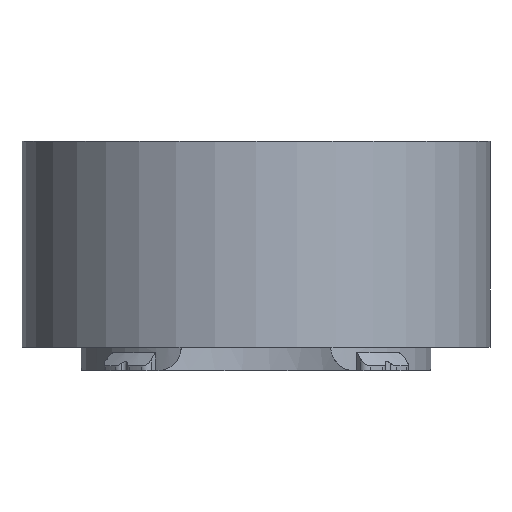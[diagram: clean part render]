
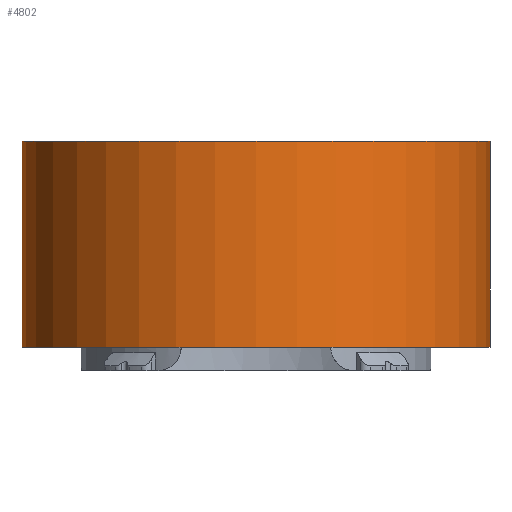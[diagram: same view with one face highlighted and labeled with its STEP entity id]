
A CAD part, front view. The second image highlights one B-rep face of the part: STEP entity #4802.
In plain terms, the highlighted cylindrical face has radius 50 mm (diameter 100 mm), a full revolution.
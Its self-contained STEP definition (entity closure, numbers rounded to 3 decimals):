
#83=CYLINDRICAL_SURFACE('',#5097,50.);
#106=CIRCLE('',#4864,50.);
#109=CIRCLE('',#4867,50.);
#187=CIRCLE('',#5040,50.);
#208=CIRCLE('',#5094,50.);
#209=CIRCLE('',#5095,50.);
#210=CIRCLE('',#5098,50.);
#741=FACE_OUTER_BOUND('',#1013,.T.);
#1013=EDGE_LOOP('',(#4358,#4359,#4360,#4361,#4362,#4363,#4364,#4365,#4366,
#4367,#4368,#4369));
#1276=LINE('',#8293,#1679);
#1278=LINE('',#8297,#1681);
#1425=LINE('',#9237,#1828);
#1426=LINE('',#9239,#1829);
#1679=VECTOR('',#5586,50.);
#1681=VECTOR('',#5590,50.);
#1828=VECTOR('',#6067,50.);
#1829=VECTOR('',#6068,50.);
#2048=VERTEX_POINT('',#7979);
#2049=VERTEX_POINT('',#7980);
#2052=VERTEX_POINT('',#7986);
#2131=VERTEX_POINT('',#8290);
#2133=VERTEX_POINT('',#8296);
#2249=VERTEX_POINT('',#8905);
#2308=VERTEX_POINT('',#9231);
#2309=VERTEX_POINT('',#9238);
#2616=EDGE_CURVE('',#2048,#2049,#106,.T.);
#2620=EDGE_CURVE('',#2049,#2052,#109,.T.);
#2738=EDGE_CURVE('',#2131,#2052,#1276,.T.);
#2740=EDGE_CURVE('',#2048,#2133,#1278,.T.);
#2910=EDGE_CURVE('',#2249,#2249,#187,.T.);
#3004=EDGE_CURVE('',#2131,#2308,#208,.T.);
#3006=EDGE_CURVE('',#2308,#2133,#209,.T.);
#3007=EDGE_CURVE('',#2249,#2049,#1425,.T.);
#3008=EDGE_CURVE('',#2308,#2309,#1426,.T.);
#3009=EDGE_CURVE('',#2309,#2309,#210,.T.);
#4358=ORIENTED_EDGE('',*,*,#2910,.F.);
#4359=ORIENTED_EDGE('',*,*,#3007,.T.);
#4360=ORIENTED_EDGE('',*,*,#2620,.T.);
#4361=ORIENTED_EDGE('',*,*,#2738,.F.);
#4362=ORIENTED_EDGE('',*,*,#3004,.T.);
#4363=ORIENTED_EDGE('',*,*,#3008,.T.);
#4364=ORIENTED_EDGE('',*,*,#3009,.F.);
#4365=ORIENTED_EDGE('',*,*,#3008,.F.);
#4366=ORIENTED_EDGE('',*,*,#3006,.T.);
#4367=ORIENTED_EDGE('',*,*,#2740,.F.);
#4368=ORIENTED_EDGE('',*,*,#2616,.T.);
#4369=ORIENTED_EDGE('',*,*,#3007,.F.);
#4802=ADVANCED_FACE('',(#741),#83,.T.);
#4864=AXIS2_PLACEMENT_3D('',#7981,#5357,#5358);
#4867=AXIS2_PLACEMENT_3D('',#7988,#5364,#5365);
#5040=AXIS2_PLACEMENT_3D('',#8906,#5891,#5892);
#5094=AXIS2_PLACEMENT_3D('',#9232,#6058,#6059);
#5095=AXIS2_PLACEMENT_3D('',#9234,#6061,#6062);
#5097=AXIS2_PLACEMENT_3D('',#9236,#6065,#6066);
#5098=AXIS2_PLACEMENT_3D('',#9240,#6069,#6070);
#5357=DIRECTION('center_axis',(0.,0.,
-1.));
#5358=DIRECTION('ref_axis',(1.,0.,0.));
#5364=DIRECTION('center_axis',(0.,0.,
-1.));
#5365=DIRECTION('ref_axis',(1.,0.,0.));
#5586=DIRECTION('',(0.,0.,-1.));
#5590=DIRECTION('',(0.,0.,1.));
#5891=DIRECTION('center_axis',(0.,0.,-1.));
#5892=DIRECTION('ref_axis',(1.,0.,0.));
#6058=DIRECTION('center_axis',(0.,0.,
1.));
#6059=DIRECTION('ref_axis',(1.,0.,0.));
#6061=DIRECTION('center_axis',(0.,0.,
1.));
#6062=DIRECTION('ref_axis',(1.,0.,0.));
#6065=DIRECTION('center_axis',(0.,0.,-1.));
#6066=DIRECTION('ref_axis',(1.,0.,0.));
#6067=DIRECTION('',(0.,0.,1.));
#6068=DIRECTION('',(0.,0.,1.));
#6069=DIRECTION('center_axis',(0.,0.,1.));
#6070=DIRECTION('ref_axis',(1.,0.,0.));
#7979=CARTESIAN_POINT('',(-35.668,-35.04,-65.));
#7980=CARTESIAN_POINT('',(-50.,0.,-65.));
#7981=CARTESIAN_POINT('Origin',(0.,0.,-65.));
#7986=CARTESIAN_POINT('',(-35.748,34.958,-65.));
#7988=CARTESIAN_POINT('Origin',(0.,0.,-65.));
#8290=CARTESIAN_POINT('',(-35.748,34.958,-25.));
#8293=CARTESIAN_POINT('',(-35.748,34.958,-65.));
#8296=CARTESIAN_POINT('',(-35.668,-35.04,-25.));
#8297=CARTESIAN_POINT('',(-35.668,-35.04,-25.));
#8905=CARTESIAN_POINT('',(-50.,0.,-67.));
#8906=CARTESIAN_POINT('Origin',(0.,0.,-67.));
#9231=CARTESIAN_POINT('',(-50.,0.,-25.));
#9232=CARTESIAN_POINT('Origin',(0.,0.,-25.));
#9234=CARTESIAN_POINT('Origin',(0.,0.,-25.));
#9236=CARTESIAN_POINT('Origin',(0.,0.,-23.));
#9237=CARTESIAN_POINT('',(-50.,0.,-23.));
#9238=CARTESIAN_POINT('',(-50.,0.,-23.));
#9239=CARTESIAN_POINT('',(-50.,0.,-23.));
#9240=CARTESIAN_POINT('Origin',(0.,0.,-23.));
